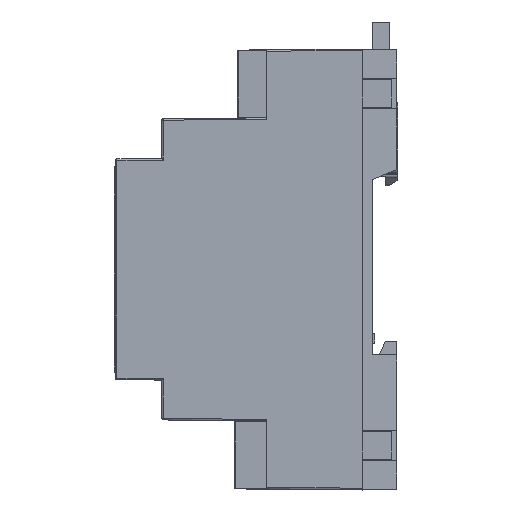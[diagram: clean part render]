
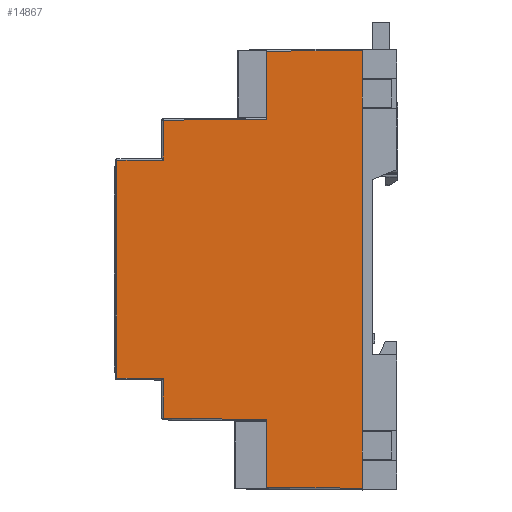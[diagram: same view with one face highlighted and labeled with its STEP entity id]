
A CAD part, left-side view. The second image highlights one B-rep face of the part: STEP entity #14867.
In plain terms, the highlighted face is planar.
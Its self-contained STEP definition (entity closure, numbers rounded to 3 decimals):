
#599=PLANE('',#15789);
#1241=FACE_OUTER_BOUND('',#1991,.T.);
#1991=EDGE_LOOP('',(#11006,#11007,#11008,#11009,#11010,#11011,#11012,#11013,
#11014,#11015,#11016,#11017,#11018,#11019,#11020,#11021));
#3043=LINE('',#21560,#4891);
#3050=LINE('',#21577,#4898);
#3058=LINE('',#21598,#4906);
#3066=LINE('',#21616,#4914);
#3074=LINE('',#21640,#4922);
#3076=LINE('',#21651,#4924);
#3079=LINE('',#21677,#4927);
#3082=LINE('',#21683,#4930);
#3085=LINE('',#21698,#4933);
#3089=LINE('',#21711,#4937);
#3093=LINE('',#21729,#4941);
#3106=LINE('',#21760,#4954);
#3107=LINE('',#21762,#4955);
#3108=LINE('',#21764,#4956);
#3109=LINE('',#21766,#4957);
#3110=LINE('',#21767,#4958);
#4891=VECTOR('',#17408,10.);
#4898=VECTOR('',#17421,10.);
#4906=VECTOR('',#17437,10.);
#4914=VECTOR('',#17449,10.);
#4922=VECTOR('',#17469,10.);
#4924=VECTOR('',#17483,10.);
#4927=VECTOR('',#17514,10.);
#4930=VECTOR('',#17519,10.);
#4933=VECTOR('',#17538,10.);
#4937=VECTOR('',#17554,10.);
#4941=VECTOR('',#17574,10.);
#4954=VECTOR('',#17605,10.);
#4955=VECTOR('',#17606,10.);
#4956=VECTOR('',#17607,10.);
#4957=VECTOR('',#17608,10.);
#4958=VECTOR('',#17609,10.);
#6654=VERTEX_POINT('',#21557);
#6655=VERTEX_POINT('',#21559);
#6662=VERTEX_POINT('',#21575);
#6668=VERTEX_POINT('',#21591);
#6671=VERTEX_POINT('',#21596);
#6679=VERTEX_POINT('',#21614);
#6685=VERTEX_POINT('',#21630);
#6689=VERTEX_POINT('',#21639);
#6690=VERTEX_POINT('',#21643);
#6696=VERTEX_POINT('',#21663);
#6701=VERTEX_POINT('',#21673);
#6703=VERTEX_POINT('',#21682);
#6716=VERTEX_POINT('',#21727);
#6726=VERTEX_POINT('',#21761);
#6727=VERTEX_POINT('',#21763);
#6728=VERTEX_POINT('',#21765);
#8232=EDGE_CURVE('',#6654,#6655,#3043,.T.);
#8241=EDGE_CURVE('',#6662,#6654,#3050,.T.);
#8251=EDGE_CURVE('',#6671,#6668,#3058,.T.);
#8260=EDGE_CURVE('',#6671,#6679,#3066,.T.);
#8271=EDGE_CURVE('',#6685,#6689,#3074,.T.);
#8277=EDGE_CURVE('',#6690,#6662,#3076,.T.);
#8289=EDGE_CURVE('',#6696,#6701,#3079,.T.);
#8292=EDGE_CURVE('',#6701,#6703,#3082,.T.);
#8300=EDGE_CURVE('',#6703,#6690,#3085,.T.);
#8307=EDGE_CURVE('',#6689,#6696,#3089,.T.);
#8316=EDGE_CURVE('',#6716,#6685,#3093,.T.);
#8332=EDGE_CURVE('',#6668,#6716,#3106,.T.);
#8333=EDGE_CURVE('',#6679,#6726,#3107,.T.);
#8334=EDGE_CURVE('',#6726,#6727,#3108,.T.);
#8335=EDGE_CURVE('',#6727,#6728,#3109,.T.);
#8336=EDGE_CURVE('',#6728,#6655,#3110,.T.);
#11006=ORIENTED_EDGE('',*,*,#8232,.F.);
#11007=ORIENTED_EDGE('',*,*,#8241,.F.);
#11008=ORIENTED_EDGE('',*,*,#8277,.F.);
#11009=ORIENTED_EDGE('',*,*,#8300,.F.);
#11010=ORIENTED_EDGE('',*,*,#8292,.F.);
#11011=ORIENTED_EDGE('',*,*,#8289,.F.);
#11012=ORIENTED_EDGE('',*,*,#8307,.F.);
#11013=ORIENTED_EDGE('',*,*,#8271,.F.);
#11014=ORIENTED_EDGE('',*,*,#8316,.F.);
#11015=ORIENTED_EDGE('',*,*,#8332,.F.);
#11016=ORIENTED_EDGE('',*,*,#8251,.F.);
#11017=ORIENTED_EDGE('',*,*,#8260,.T.);
#11018=ORIENTED_EDGE('',*,*,#8333,.T.);
#11019=ORIENTED_EDGE('',*,*,#8334,.T.);
#11020=ORIENTED_EDGE('',*,*,#8335,.T.);
#11021=ORIENTED_EDGE('',*,*,#8336,.T.);
#14867=ADVANCED_FACE('',(#1241),#599,.F.);
#15789=AXIS2_PLACEMENT_3D('',#21759,#17603,#17604);
#17408=DIRECTION('',(-0.007,0.009,-1.));
#17421=DIRECTION('',(-1.,0.,0.));
#17437=DIRECTION('',(-0.007,-0.009,1.));
#17449=DIRECTION('',(-1.,0.,0.));
#17469=DIRECTION('',(-1.,0.,0.));
#17483=DIRECTION('',(-0.009,0.009,-1.));
#17514=DIRECTION('',(-1.,0.,0.));
#17519=DIRECTION('',(-0.008,0.009,-1.));
#17538=DIRECTION('',(-1.,0.,0.));
#17554=DIRECTION('',(-0.008,-0.009,1.));
#17574=DIRECTION('',(-0.009,-0.009,1.));
#17603=DIRECTION('center_axis',(0.,-1.,
-0.009));
#17604=DIRECTION('ref_axis',(0.,0.009,
-1.));
#17605=DIRECTION('',(-1.,0.,0.));
#17606=DIRECTION('',(-1.,0.,0.));
#17607=DIRECTION('',(-1.,0.,0.));
#17608=DIRECTION('',(-1.,0.,0.));
#17609=DIRECTION('',(-1.,0.,0.));
#21557=CARTESIAN_POINT('',(-44.631,61.785,25.568));
#21559=CARTESIAN_POINT('',(-44.76,61.955,6.));
#21560=CARTESIAN_POINT('',(-44.612,61.759,28.524));
#21575=CARTESIAN_POINT('',(-30.695,61.785,25.568));
#21577=CARTESIAN_POINT('',(22.467,61.785,25.568));
#21591=CARTESIAN_POINT('',(44.631,61.785,25.568));
#21596=CARTESIAN_POINT('',(44.76,61.955,6.));
#21598=CARTESIAN_POINT('',(44.613,61.761,28.304));
#21614=CARTESIAN_POINT('',(38.846,61.955,6.));
#21616=CARTESIAN_POINT('',(45.1,61.955,6.));
#21630=CARTESIAN_POINT('',(30.513,61.602,46.703));
#21639=CARTESIAN_POINT('',(22.353,61.602,46.703));
#21640=CARTESIAN_POINT('',(22.467,61.602,46.703));
#21643=CARTESIAN_POINT('',(-30.513,61.602,46.703));
#21651=CARTESIAN_POINT('',(-30.669,61.759,28.555));
#21663=CARTESIAN_POINT('',(22.273,61.519,56.203));
#21673=CARTESIAN_POINT('',(-22.273,61.519,56.203));
#21677=CARTESIAN_POINT('',(22.467,61.519,56.203));
#21682=CARTESIAN_POINT('',(-22.353,61.602,46.703));
#21683=CARTESIAN_POINT('',(-22.413,61.664,39.512));
#21698=CARTESIAN_POINT('',(22.467,61.602,46.703));
#21711=CARTESIAN_POINT('',(22.416,61.667,39.209));
#21727=CARTESIAN_POINT('',(30.695,61.785,25.568));
#21729=CARTESIAN_POINT('',(30.672,61.762,28.243));
#21759=CARTESIAN_POINT('Origin',(44.935,61.738,31.));
#21760=CARTESIAN_POINT('',(22.467,61.785,25.568));
#21761=CARTESIAN_POINT('',(33.146,61.955,6.));
#21762=CARTESIAN_POINT('',(45.1,61.955,6.));
#21763=CARTESIAN_POINT('',(-33.146,61.955,6.));
#21764=CARTESIAN_POINT('',(45.1,61.955,6.));
#21765=CARTESIAN_POINT('',(-38.846,61.955,6.));
#21766=CARTESIAN_POINT('',(45.1,61.955,6.));
#21767=CARTESIAN_POINT('',(45.1,61.955,6.));
